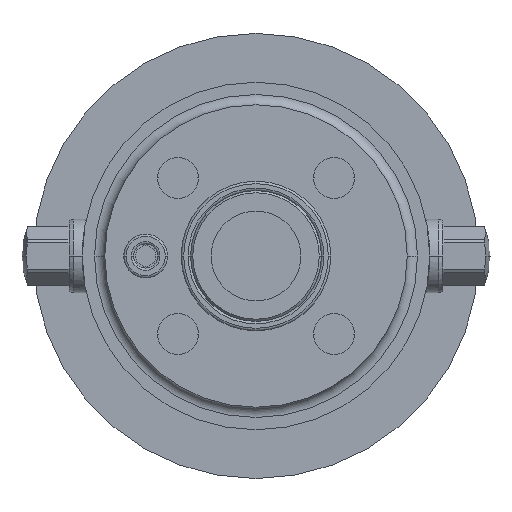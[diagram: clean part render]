
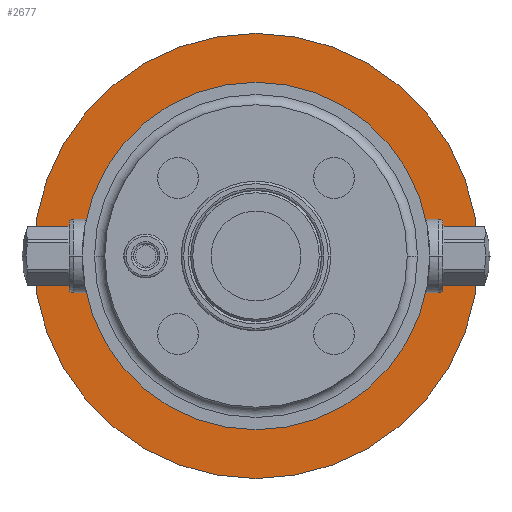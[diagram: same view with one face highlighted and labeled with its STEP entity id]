
A CAD part, front view. The second image highlights one B-rep face of the part: STEP entity #2677.
In plain terms, the highlighted planar face has unit normal (0, -1, 0).
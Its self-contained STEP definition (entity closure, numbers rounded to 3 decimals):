
#630=CARTESIAN_POINT('',(0.,80.,0.));
#631=DIRECTION('',(0.,-1.,0.));
#632=DIRECTION('',(1.,0.,0.));
#633=AXIS2_PLACEMENT_3D('',#630,#631,#632);
#638=CARTESIAN_POINT('',(0.,80.,0.));
#639=DIRECTION('',(0.,1.,0.));
#640=DIRECTION('',(1.,0.,0.));
#641=AXIS2_PLACEMENT_3D('',#638,#639,#640);
#646=CARTESIAN_POINT('',(0.,80.,0.));
#647=DIRECTION('',(0.,1.,0.));
#648=DIRECTION('',(1.,0.,0.));
#649=AXIS2_PLACEMENT_3D('',#646,#647,#648);
#661=CARTESIAN_POINT('',(0.,80.,0.));
#662=DIRECTION('',(0.,-1.,0.));
#663=DIRECTION('',(1.,0.,0.));
#664=AXIS2_PLACEMENT_3D('',#661,#662,#663);
#1994=CARTESIAN_POINT('',(54.45,80.,0.));
#1996=VERTEX_POINT('',#1994);
#2018=CARTESIAN_POINT('',(-54.45,80.,0.));
#2020=VERTEX_POINT('',#2018);
#2028=CARTESIAN_POINT('',(42.5,80.,0.));
#2029=CARTESIAN_POINT('',(-42.5,80.,0.));
#2030=VERTEX_POINT('',#2028);
#2031=VERTEX_POINT('',#2029);
#2662=CARTESIAN_POINT('',(0.,80.,0.));
#2663=DIRECTION('',(0.,1.,0.));
#2664=DIRECTION('',(1.,0.,0.));
#2665=AXIS2_PLACEMENT_3D('',#2662,#2663,#2664);
#2666=PLANE('',#2665);
#2668=ORIENTED_EDGE('',*,*,#2667,.T.);
#2670=ORIENTED_EDGE('',*,*,#2669,.F.);
#2671=EDGE_LOOP('',(#2668,#2670));
#2672=FACE_OUTER_BOUND('',#2671,.F.);
#2673=ORIENTED_EDGE('',*,*,#2651,.T.);
#2674=ORIENTED_EDGE('',*,*,#2584,.F.);
#2675=EDGE_LOOP('',(#2673,#2674));
#2676=FACE_BOUND('',#2675,.F.);
#634=CIRCLE('',#633,42.5);
#642=CIRCLE('',#641,42.5);
#650=CIRCLE('',#649,54.45);
#665=CIRCLE('',#664,54.45);
#2584=EDGE_CURVE('',#2030,#2031,#642,.T.);
#2651=EDGE_CURVE('',#2030,#2031,#634,.T.);
#2667=EDGE_CURVE('',#1996,#2020,#650,.T.);
#2669=EDGE_CURVE('',#1996,#2020,#665,.T.);
#2677=ADVANCED_FACE('',(#2672,#2676),#2666,.F.);
